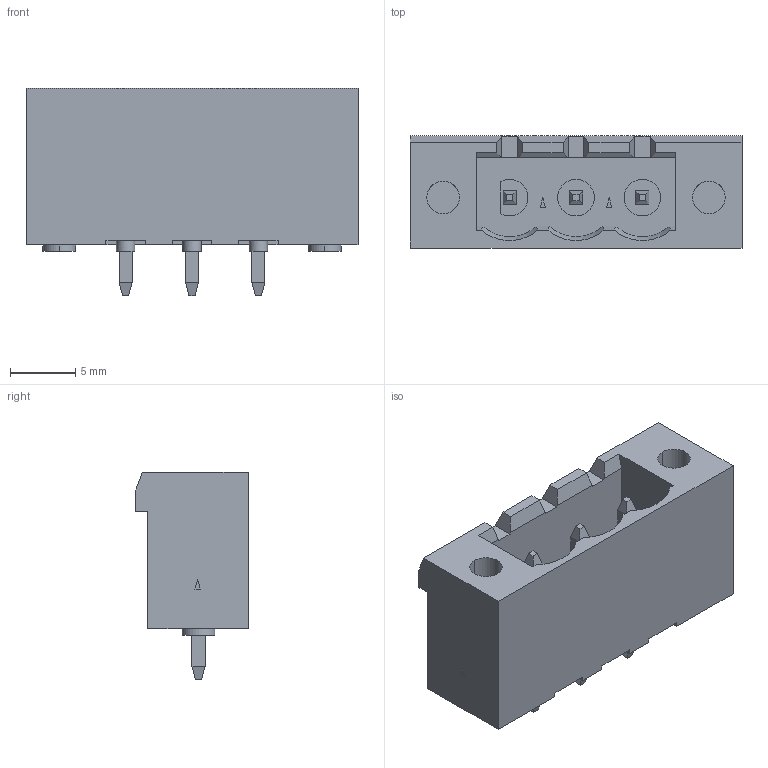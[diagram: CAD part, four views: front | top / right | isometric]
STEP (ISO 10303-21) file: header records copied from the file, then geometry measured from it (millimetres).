
FILE_DESCRIPTION((''),'2;1');
FILE_NAME('PHOENIX_1777086.stp','2011-06-20T14:44:16',(''),(''),'Mechanical Desktop 2011','Mechanical Desktop 2011',', , ');
FILE_SCHEMA(('AUTOMOTIVE_DESIGN { 1 2 10303 214 1 1 1 1 }'));
Length unit declared in the file: millimetre
Products named in the file (1): Product
Bounding box: 25.4 x 8.6 x 15.9 mm (x, y, z)
Volume: 1623.5 mm3; surface area: 1916.5 mm2
Topology: 7 solids, 7 shells, 230 faces, 538 edges, 347 vertices
Faces by surface type: plane 148, cylinder 45, bspline 31, cone 3, sphere 3
Entity records: 6592 total; most frequent: CARTESIAN_POINT 1277, ORIENTED_EDGE 1068, DIRECTION 1052, EDGE_CURVE 534, VECTOR 412, LINE 412, VERTEX_POINT 339, AXIS2_PLACEMENT_3D 320
